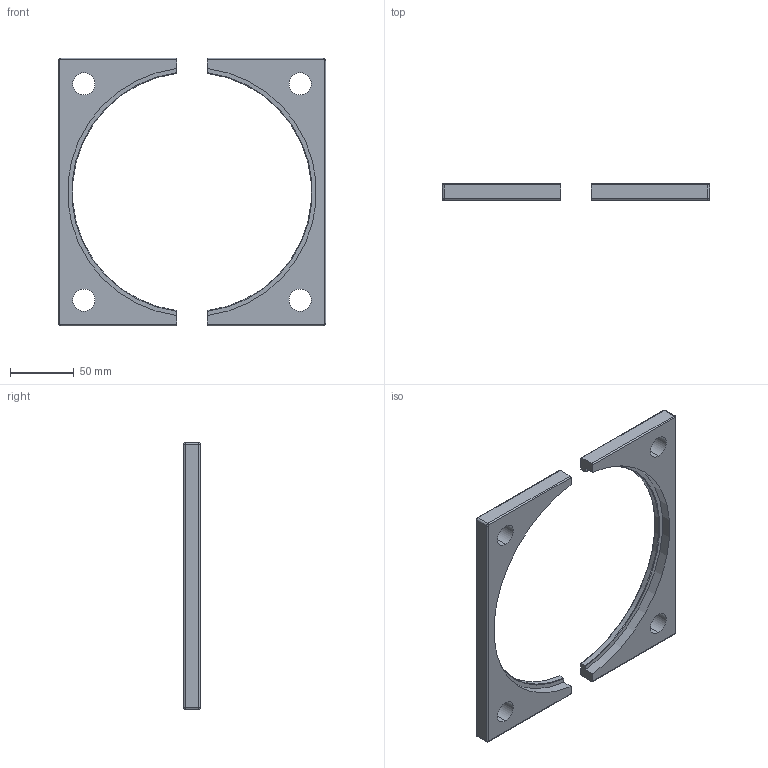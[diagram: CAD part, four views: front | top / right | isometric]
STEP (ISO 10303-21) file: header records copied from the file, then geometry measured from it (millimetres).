
FILE_DESCRIPTION (( 'STEP AP214' ), '1' );
FILE_NAME ('195Ø Square Flange.STEP', '2019-06-12T08:56:52', ( 'Metrol Springs' ), ( 'Hewlett-Packard Company' ), 'SwSTEP 2.0', 'SolidWorks 2017', '' );
FILE_SCHEMA (( 'AUTOMOTIVE_DESIGN' ));
Length unit declared in the file: millimetre
Products named in the file (1): 195Ø Square Flange
Bounding box: 210 x 13 x 210 mm (x, y, z)
Volume: 176046.4 mm3; surface area: 49565.6 mm2
Topology: 2 solids, 2 shells, 64 faces, 156 edges, 96 vertices
Faces by surface type: cylinder 28, torus 20, plane 16
Entity records: 1975 total; most frequent: DIRECTION 362, CARTESIAN_POINT 357, ORIENTED_EDGE 312, EDGE_CURVE 156, AXIS2_PLACEMENT_3D 149, VERTEX_POINT 96, CIRCLE 84, EDGE_LOOP 72
